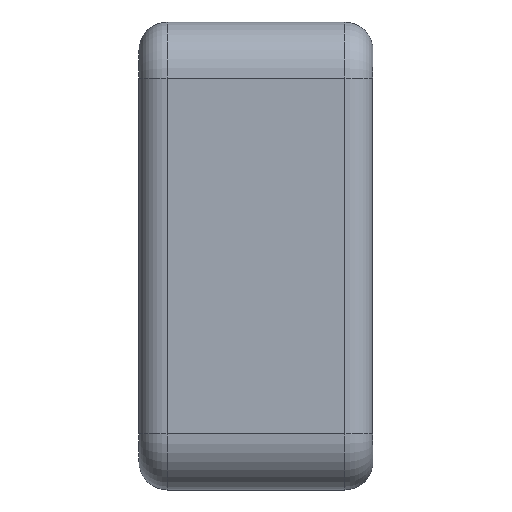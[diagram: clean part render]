
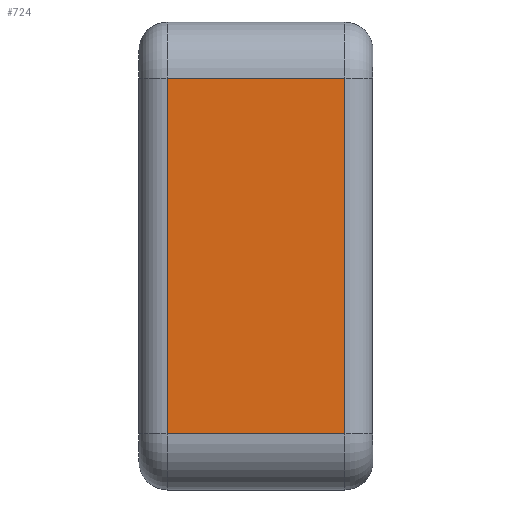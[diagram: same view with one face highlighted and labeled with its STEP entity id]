
A CAD part, left-side view. The second image highlights one B-rep face of the part: STEP entity #724.
In plain terms, the highlighted planar face has unit normal (-1, 0, 0).
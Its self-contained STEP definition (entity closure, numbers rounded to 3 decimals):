
#24 = FACE_OUTER_BOUND ( 'NONE', #577, .T. ) ;
#34 = EDGE_CURVE ( 'NONE', #203, #448, #680, .T. ) ;
#84 = DIRECTION ( 'NONE',  ( 0., 0., -1. ) ) ;
#85 = CARTESIAN_POINT ( 'NONE',  ( -75., 3., -19. ) ) ;
#162 = CARTESIAN_POINT ( 'NONE',  ( -75., 25., 25. ) ) ;
#203 = VERTEX_POINT ( 'NONE', #85 ) ;
#222 = CARTESIAN_POINT ( 'NONE',  ( -75., 25., -19. ) ) ;
#231 = VERTEX_POINT ( 'NONE', #432 ) ;
#243 = CARTESIAN_POINT ( 'NONE',  ( -75., 25., 19. ) ) ;
#274 = AXIS2_PLACEMENT_3D ( 'NONE', #162, #598, #84 ) ;
#279 = VECTOR ( 'NONE', #398, 1000. ) ;
#311 = DIRECTION ( 'NONE',  ( 0., 0., -1. ) ) ;
#363 = LINE ( 'NONE', #243, #640 ) ;
#398 = DIRECTION ( 'NONE',  ( 0., 0., 1. ) ) ;
#418 = PLANE ( 'NONE',  #274 ) ;
#432 = CARTESIAN_POINT ( 'NONE',  ( -75., 22., 19. ) ) ;
#446 = VERTEX_POINT ( 'NONE', #893 ) ;
#448 = VERTEX_POINT ( 'NONE', #635 ) ;
#486 = CARTESIAN_POINT ( 'NONE',  ( -75., 3., 25. ) ) ;
#515 = EDGE_CURVE ( 'NONE', #446, #203, #556, .T. ) ;
#541 = EDGE_CURVE ( 'NONE', #231, #446, #570, .T. ) ;
#556 = LINE ( 'NONE', #222, #922 ) ;
#557 = ORIENTED_EDGE ( 'NONE', *, *, #515, .T. ) ;
#570 = LINE ( 'NONE', #744, #626 ) ;
#577 = EDGE_LOOP ( 'NONE', ( #817, #582, #557, #1080 ) ) ;
#582 = ORIENTED_EDGE ( 'NONE', *, *, #541, .T. ) ;
#598 = DIRECTION ( 'NONE',  ( 1., 0., 0. ) ) ;
#626 = VECTOR ( 'NONE', #311, 1000. ) ;
#635 = CARTESIAN_POINT ( 'NONE',  ( -75., 3., 19. ) ) ;
#640 = VECTOR ( 'NONE', #849, 1000. ) ;
#646 = EDGE_CURVE ( 'NONE', #448, #231, #363, .T. ) ;
#654 = DIRECTION ( 'NONE',  ( 0., -1., 0. ) ) ;
#680 = LINE ( 'NONE', #486, #279 ) ;
#724 = ADVANCED_FACE ( 'NONE', ( #24 ), #418, .F. ) ;
#744 = CARTESIAN_POINT ( 'NONE',  ( -75., 22., -19. ) ) ;
#817 = ORIENTED_EDGE ( 'NONE', *, *, #646, .T. ) ;
#849 = DIRECTION ( 'NONE',  ( 0., 1., 0. ) ) ;
#893 = CARTESIAN_POINT ( 'NONE',  ( -75., 22., -19. ) ) ;
#922 = VECTOR ( 'NONE', #654, 1000. ) ;
#1080 = ORIENTED_EDGE ( 'NONE', *, *, #34, .T. ) ;
